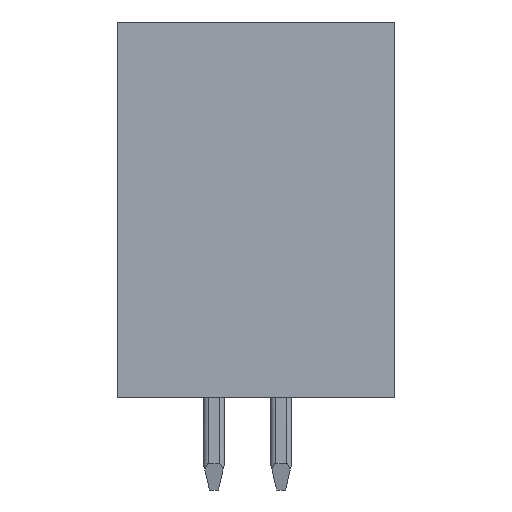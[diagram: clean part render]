
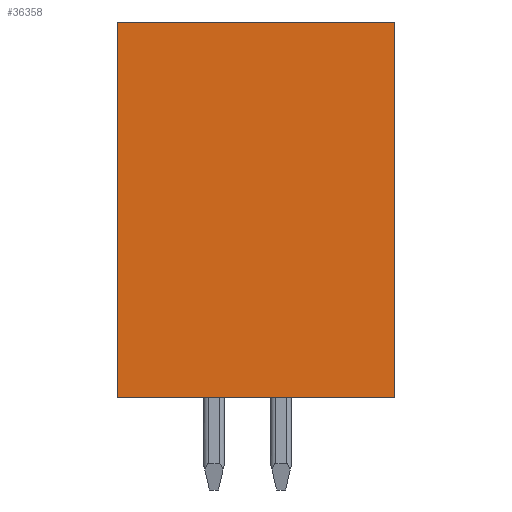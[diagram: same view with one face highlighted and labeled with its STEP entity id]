
A CAD part, front view. The second image highlights one B-rep face of the part: STEP entity #36358.
In plain terms, the highlighted planar face has unit normal (0, -1, 0).
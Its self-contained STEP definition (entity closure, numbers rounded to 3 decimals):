
#14255=DIRECTION('',(0.,0.,-1.));
#14256=VECTOR('',#14255,14.2);
#14257=CARTESIAN_POINT('',(-5.25,-37.81,7.1));
#14258=LINE('',#14257,#14256);
#14259=DIRECTION('',(-1.,0.,0.));
#14260=VECTOR('',#14259,10.5);
#14261=CARTESIAN_POINT('',(5.25,-37.81,7.1));
#14262=LINE('',#14261,#14260);
#14263=DIRECTION('',(0.,0.,1.));
#14264=VECTOR('',#14263,14.2);
#14265=CARTESIAN_POINT('',(5.25,-37.81,-7.1));
#14266=LINE('',#14265,#14264);
#14267=DIRECTION('',(1.,0.,0.));
#14268=VECTOR('',#14267,10.5);
#14269=CARTESIAN_POINT('',(-5.25,-37.81,-7.1));
#14270=LINE('',#14269,#14268);
#14379=CARTESIAN_POINT('',(-5.25,-37.81,7.1));
#14380=CARTESIAN_POINT('',(-5.25,-37.81,-7.1));
#14381=VERTEX_POINT('',#14379);
#14382=VERTEX_POINT('',#14380);
#14383=CARTESIAN_POINT('',(5.25,-37.81,-7.1));
#14384=VERTEX_POINT('',#14383);
#14385=CARTESIAN_POINT('',(5.25,-37.81,7.1));
#14386=VERTEX_POINT('',#14385);
#36347=CARTESIAN_POINT('',(0.,-37.81,0.));
#36348=DIRECTION('',(0.,-1.,0.));
#36349=DIRECTION('',(1.,0.,0.));
#36350=AXIS2_PLACEMENT_3D('',#36347,#36348,#36349);
#36351=PLANE('',#36350);
#36352=ORIENTED_EDGE('',*,*,#17866,.F.);
#36353=ORIENTED_EDGE('',*,*,#18288,.F.);
#36354=ORIENTED_EDGE('',*,*,#18377,.F.);
#36355=ORIENTED_EDGE('',*,*,#18616,.F.);
#36356=EDGE_LOOP('',(#36352,#36353,#36354,#36355));
#36357=FACE_OUTER_BOUND('',#36356,.F.);
#36358=ADVANCED_FACE('',(#36357),#36351,.T.);
#17866=EDGE_CURVE('',#14381,#14382,#14258,.T.);
#18288=EDGE_CURVE('',#14386,#14381,#14262,.T.);
#18377=EDGE_CURVE('',#14384,#14386,#14266,.T.);
#18616=EDGE_CURVE('',#14382,#14384,#14270,.T.);
